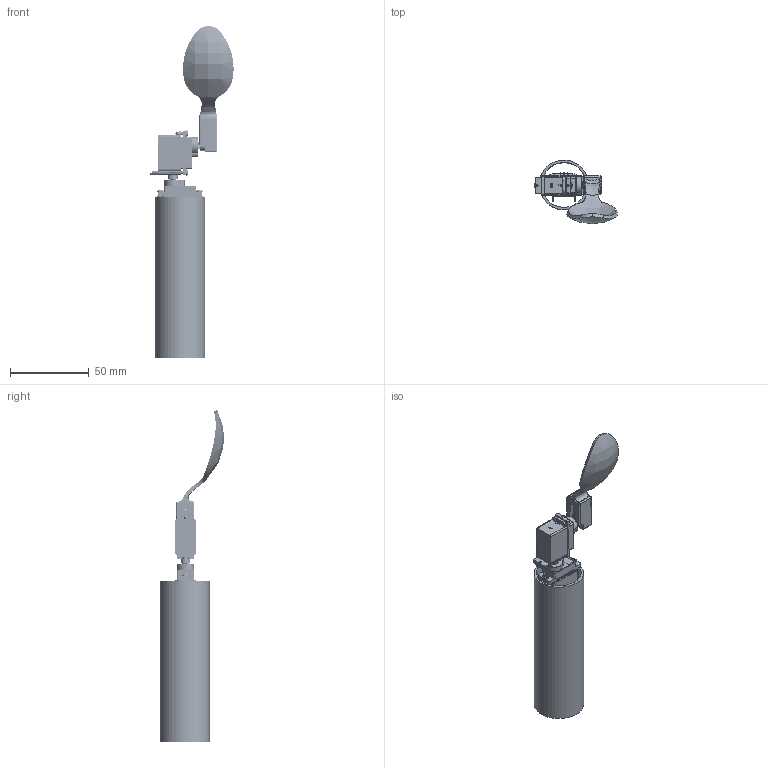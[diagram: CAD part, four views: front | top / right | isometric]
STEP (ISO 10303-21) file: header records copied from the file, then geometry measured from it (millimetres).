
FILE_DESCRIPTION(('FreeCAD Model'),'2;1');
FILE_NAME('Open CASCADE Shape Model','2025-04-29T03:11:33',('FreeCAD'),( 'FreeCAD'),'Open CASCADE STEP processor 7.6','FreeCAD','Unknown');
FILE_SCHEMA(('AUTOMOTIVE_DESIGN { 1 0 10303 214 1 1 1 1 }'));
Products named in the file (1): Open CASCADE STEP translator 7.6 1
Bounding box: 52.73 x 40.57 x 210.16 mm (x, y, z)
Volume: 35435.1 mm3; surface area: 44960.6 mm2
Topology: 176 solids, 176 shells, 9795 faces, 26988 edges, 18014 vertices
Faces by surface type: bspline 9795
Entity records: 341668 total; most frequent: CARTESIAN_POINT 183084, ORIENTED_EDGE 53746, EDGE_CURVE 26873, B_SPLINE_CURVE_WITH_KNOTS 21542, VERTEX_POINT 18014, FACE_BOUND 10677, EDGE_LOOP 10677, ADVANCED_FACE 9795
